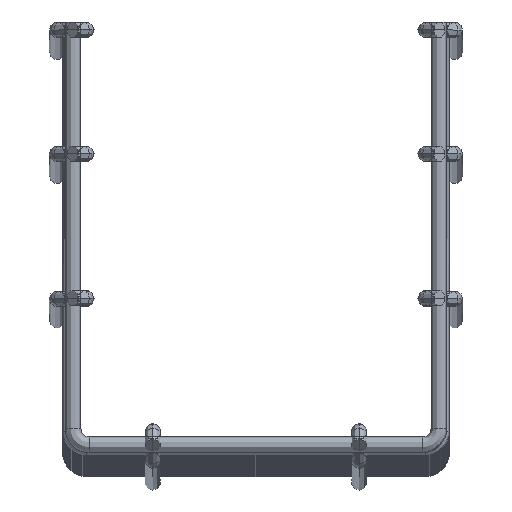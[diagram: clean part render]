
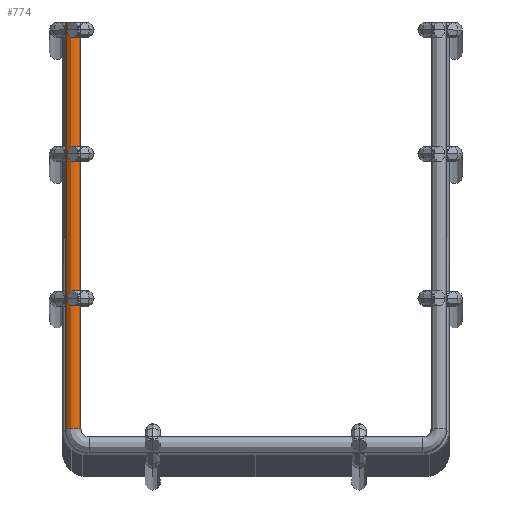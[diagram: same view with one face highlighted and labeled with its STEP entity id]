
A CAD part, top view. The second image highlights one B-rep face of the part: STEP entity #774.
In plain terms, the highlighted cylindrical face has radius 1.9 mm (diameter 3.8 mm), a partial arc.
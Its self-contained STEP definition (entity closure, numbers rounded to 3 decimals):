
#620=CARTESIAN_POINT('',(-44.3,102.3,0.));
#621=DIRECTION('',(0.,-1.,0.));
#622=DIRECTION('',(1.,0.,0.));
#623=AXIS2_PLACEMENT_3D('',#620,#621,#622);
#630=DIRECTION('',(0.,-1.,0.));
#631=VECTOR('',#630,98.4);
#632=CARTESIAN_POINT('',(-42.4,102.3,0.));
#633=LINE('',#632,#631);
#634=DIRECTION('',(0.,-1.,0.));
#635=VECTOR('',#634,98.4);
#636=CARTESIAN_POINT('',(-46.2,102.3,0.));
#637=LINE('',#636,#635);
#648=CARTESIAN_POINT('',(-44.3,3.9,0.));
#649=DIRECTION('',(0.,-1.,0.));
#650=DIRECTION('',(1.,0.,0.));
#651=AXIS2_PLACEMENT_3D('',#648,#649,#650);
#724=CARTESIAN_POINT('',(-42.4,102.3,0.));
#725=CARTESIAN_POINT('',(-46.2,102.3,0.));
#726=VERTEX_POINT('',#724);
#727=VERTEX_POINT('',#725);
#728=CARTESIAN_POINT('',(-42.4,3.9,0.));
#729=CARTESIAN_POINT('',(-46.2,3.9,0.));
#730=VERTEX_POINT('',#728);
#731=VERTEX_POINT('',#729);
#760=CARTESIAN_POINT('',(-44.3,102.3,0.));
#761=DIRECTION('',(0.,-1.,0.));
#762=DIRECTION('',(1.,0.,0.));
#763=AXIS2_PLACEMENT_3D('',#760,#761,#762);
#764=CYLINDRICAL_SURFACE('',#763,1.9);
#765=ORIENTED_EDGE('',*,*,#753,.F.);
#767=ORIENTED_EDGE('',*,*,#766,.T.);
#769=ORIENTED_EDGE('',*,*,#768,.T.);
#771=ORIENTED_EDGE('',*,*,#770,.F.);
#772=EDGE_LOOP('',(#765,#767,#769,#771));
#773=FACE_OUTER_BOUND('',#772,.F.);
#774=ADVANCED_FACE('',(#773),#764,.T.);
#624=CIRCLE('',#623,1.9);
#652=CIRCLE('',#651,1.9);
#753=EDGE_CURVE('',#726,#727,#624,.T.);
#766=EDGE_CURVE('',#726,#730,#633,.T.);
#768=EDGE_CURVE('',#730,#731,#652,.T.);
#770=EDGE_CURVE('',#727,#731,#637,.T.);
